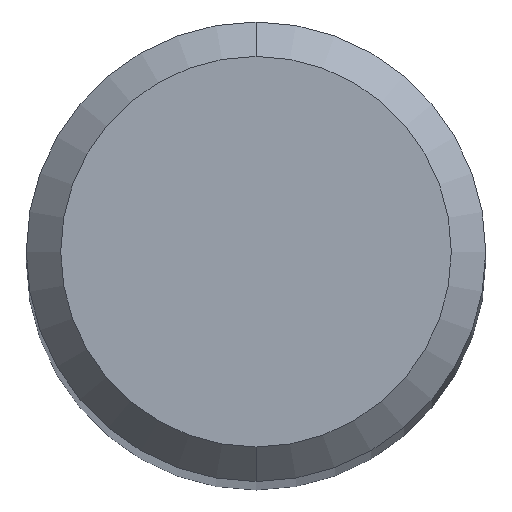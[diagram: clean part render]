
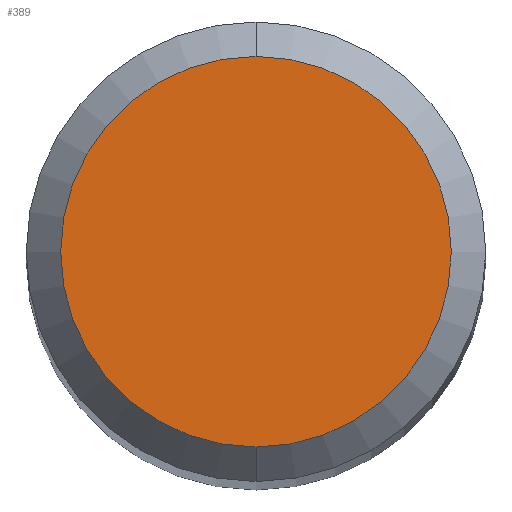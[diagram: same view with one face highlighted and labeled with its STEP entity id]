
A CAD part, top view. The second image highlights one B-rep face of the part: STEP entity #389.
In plain terms, the highlighted planar face has unit normal (0, 0, 1).
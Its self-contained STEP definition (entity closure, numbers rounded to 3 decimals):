
#225=VERTEX_POINT('',#549);
#315=VERTEX_POINT('',#646);
#389=ADVANCED_FACE('',(#728),#729,.T.);
#395=EDGE_CURVE('',#315,#225,#735,.T.);
#405=EDGE_CURVE('',#225,#315,#745,.T.);
#549=CARTESIAN_POINT('',(0.,-1.7,0.0));
#646=CARTESIAN_POINT('',(0.0,1.7,0.0));
#728=FACE_OUTER_BOUND('',#1355,.T.);
#729=PLANE('',#1356);
#735=CIRCLE('',#1365,1.7);
#745=CIRCLE('',#1378,1.7);
#1355=EDGE_LOOP('',(#1730,#1731));
#1356=AXIS2_PLACEMENT_3D('',#1732,#1733,#1734);
#1365=AXIS2_PLACEMENT_3D('',#1736,#1737,#1738);
#1378=AXIS2_PLACEMENT_3D('',#1745,#1746,#1747);
#1730=ORIENTED_EDGE('',*,*,#395,.F.);
#1731=ORIENTED_EDGE('',*,*,#405,.F.);
#1732=CARTESIAN_POINT('',(0.0,0.85,0.0));
#1733=DIRECTION('',(-0.0,0.0,1.0));
#1734=DIRECTION('',(0.0,-1.0,0.0));
#1736=CARTESIAN_POINT('',(0.0,0.0,0.0));
#1737=DIRECTION('',(0.0,0.0,-1.0));
#1738=DIRECTION('',(0.0,1.0,0.0));
#1745=CARTESIAN_POINT('',(0.0,0.0,0.0));
#1746=DIRECTION('',(0.0,0.0,-1.0));
#1747=DIRECTION('',(0.0,1.0,0.0));
